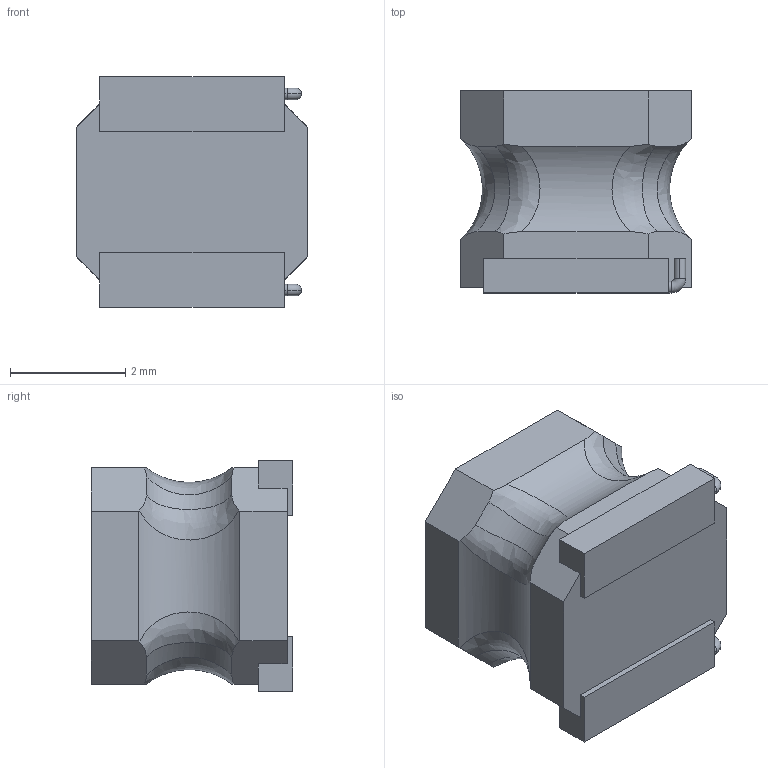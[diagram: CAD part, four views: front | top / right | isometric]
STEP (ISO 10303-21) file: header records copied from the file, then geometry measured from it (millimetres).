
FILE_DESCRIPTION (( 'STEP AP214' ), '1' );
FILE_NAME ('ASPIAIG-S4035.STEP', '2017-07-27T12:10:00', ( 'sathurthi' ), ( '' ), 'SwSTEP 2.0', 'SolidWorks 2016', '' );
FILE_SCHEMA (( 'AUTOMOTIVE_DESIGN' ));
Length unit declared in the file: millimetre
Products named in the file (1): ASPIAIG-S4035
Bounding box: 4 x 3.5 x 4 mm (x, y, z)
Volume: 45.3 mm3; surface area: 99.6 mm2
Topology: 3 solids, 3 shells, 236 faces, 628 edges, 416 vertices
Faces by surface type: plane 132, bspline 84, cylinder 16, torus 4
Entity records: 14532 total; most frequent: CARTESIAN_POINT 6641, ORIENTED_EDGE 1256, DIRECTION 758, EDGE_CURVE 628, VERTEX_POINT 416, VECTOR 404, LINE 404, EDGE_LOOP 254
